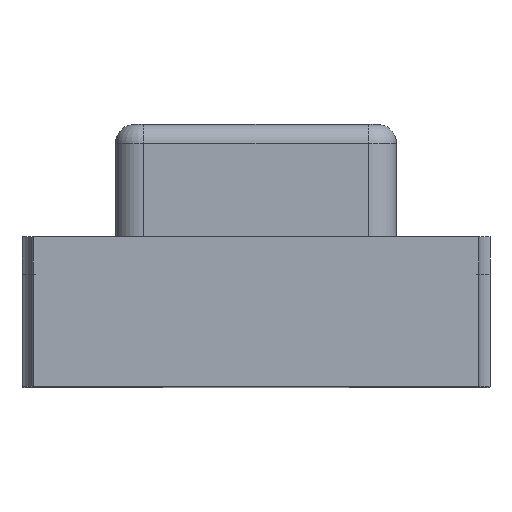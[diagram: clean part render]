
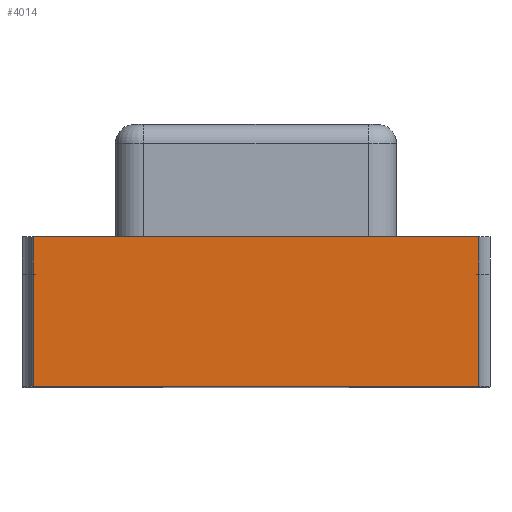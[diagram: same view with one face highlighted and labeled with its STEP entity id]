
A CAD part, top view. The second image highlights one B-rep face of the part: STEP entity #4014.
In plain terms, the highlighted planar face has unit normal (0, 0, 1).
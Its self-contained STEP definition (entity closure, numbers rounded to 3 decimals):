
#74 = VERTEX_POINT ( 'NONE', #2046 ) ;
#81 = LINE ( 'NONE', #3931, #4392 ) ;
#140 = ORIENTED_EDGE ( 'NONE', *, *, #4798, .T. ) ;
#212 = VECTOR ( 'NONE', #3562, 1000. ) ;
#532 = CARTESIAN_POINT ( 'NONE',  ( 1.25, 0., 1.64 ) ) ;
#543 = CARTESIAN_POINT ( 'NONE',  ( 1.19, 0., 1.64 ) ) ;
#577 = DIRECTION ( 'NONE',  ( 0., -1., 0. ) ) ;
#707 = ORIENTED_EDGE ( 'NONE', *, *, #4451, .T. ) ;
#792 = AXIS2_PLACEMENT_3D ( 'NONE', #1372, #1341, #4711 ) ;
#831 = VERTEX_POINT ( 'NONE', #1161 ) ;
#946 = EDGE_CURVE ( 'NONE', #5386, #2129, #3068, .T. ) ;
#947 = ORIENTED_EDGE ( 'NONE', *, *, #946, .T. ) ;
#1116 = VERTEX_POINT ( 'NONE', #3435 ) ;
#1161 = CARTESIAN_POINT ( 'NONE',  ( -1.19, 0.8, 1.64 ) ) ;
#1281 = LINE ( 'NONE', #1937, #4351 ) ;
#1341 = DIRECTION ( 'NONE',  ( 0., 0., -1. ) ) ;
#1372 = CARTESIAN_POINT ( 'NONE',  ( 1.25, 0.8, 1.64 ) ) ;
#1508 = LINE ( 'NONE', #532, #2240 ) ;
#1567 = EDGE_CURVE ( 'NONE', #74, #1116, #2937, .T. ) ;
#1781 = EDGE_LOOP ( 'NONE', ( #3487, #707, #1988, #4973, #140, #947 ) ) ;
#1937 = CARTESIAN_POINT ( 'NONE',  ( 1.25, 0.8, 1.64 ) ) ;
#1988 = ORIENTED_EDGE ( 'NONE', *, *, #1567, .T. ) ;
#2046 = CARTESIAN_POINT ( 'NONE',  ( -1.19, 0.6, 1.64 ) ) ;
#2129 = VERTEX_POINT ( 'NONE', #4303 ) ;
#2146 = DIRECTION ( 'NONE',  ( 1., 0., 0. ) ) ;
#2219 = VECTOR ( 'NONE', #3354, 1000. ) ;
#2230 = EDGE_CURVE ( 'NONE', #831, #2129, #1281, .T. ) ;
#2240 = VECTOR ( 'NONE', #2146, 1000. ) ;
#2250 = FACE_OUTER_BOUND ( 'NONE', #1781, .T. ) ;
#2449 = LINE ( 'NONE', #3097, #212 ) ;
#2489 = CARTESIAN_POINT ( 'NONE',  ( 1.19, 1.4, 1.64 ) ) ;
#2628 = PLANE ( 'NONE',  #792 ) ;
#2797 = VECTOR ( 'NONE', #577, 1000. ) ;
#2937 = LINE ( 'NONE', #3113, #2797 ) ;
#3068 = LINE ( 'NONE', #2489, #2219 ) ;
#3097 = CARTESIAN_POINT ( 'NONE',  ( -1.19, 1.4, 1.64 ) ) ;
#3113 = CARTESIAN_POINT ( 'NONE',  ( -1.19, 1.854, 1.64 ) ) ;
#3354 = DIRECTION ( 'NONE',  ( 0., 1., 0. ) ) ;
#3435 = CARTESIAN_POINT ( 'NONE',  ( -1.19, 0., 1.64 ) ) ;
#3487 = ORIENTED_EDGE ( 'NONE', *, *, #2230, .F. ) ;
#3562 = DIRECTION ( 'NONE',  ( 0., -1., 0. ) ) ;
#3931 = CARTESIAN_POINT ( 'NONE',  ( 1.19, 1.4, 1.64 ) ) ;
#4014 = ADVANCED_FACE ( 'NONE', ( #2250 ), #2628, .F. ) ;
#4034 = VERTEX_POINT ( 'NONE', #543 ) ;
#4303 = CARTESIAN_POINT ( 'NONE',  ( 1.19, 0.8, 1.64 ) ) ;
#4351 = VECTOR ( 'NONE', #4961, 1000. ) ;
#4392 = VECTOR ( 'NONE', #5142, 1000. ) ;
#4451 = EDGE_CURVE ( 'NONE', #831, #74, #2449, .T. ) ;
#4711 = DIRECTION ( 'NONE',  ( -1., 0., 0. ) ) ;
#4798 = EDGE_CURVE ( 'NONE', #4034, #5386, #81, .T. ) ;
#4961 = DIRECTION ( 'NONE',  ( 1., 0., 0. ) ) ;
#4973 = ORIENTED_EDGE ( 'NONE', *, *, #4979, .T. ) ;
#4979 = EDGE_CURVE ( 'NONE', #1116, #4034, #1508, .T. ) ;
#5010 = CARTESIAN_POINT ( 'NONE',  ( 1.19, 0.6, 1.64 ) ) ;
#5142 = DIRECTION ( 'NONE',  ( 0., 1., 0. ) ) ;
#5386 = VERTEX_POINT ( 'NONE', #5010 ) ;
